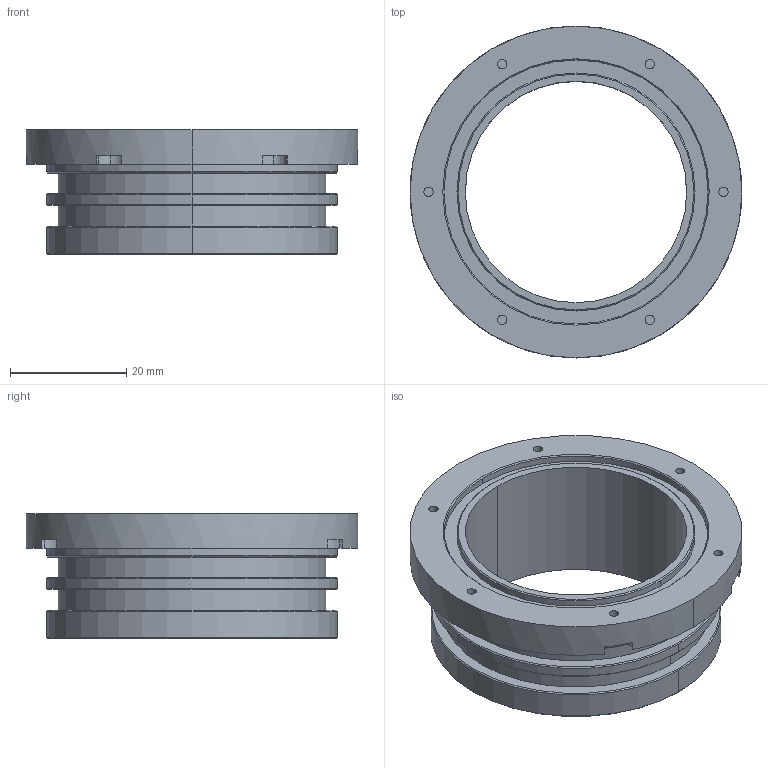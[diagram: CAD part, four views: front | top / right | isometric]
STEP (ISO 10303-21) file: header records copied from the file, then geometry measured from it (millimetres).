
FILE_DESCRIPTION (( 'STEP AP214' ), '1' );
FILE_NAME ('WTE2-M-FLANGE-SEAL-R4.STEP', '2018-10-16T22:49:29', ( '' ), ( '' ), 'SwSTEP 2.0', 'SolidWorks 2016', '' );
FILE_SCHEMA (( 'AUTOMOTIVE_DESIGN' ));
Length unit declared in the file: millimetre
Products named in the file (1): WTE2-M-FLANGE-SEAL-R4
Bounding box: 57.15 x 57.15 x 21.5 mm (x, y, z)
Volume: 18632.3 mm3; surface area: 10566.3 mm2
Topology: 1 solids, 1 shells, 89 faces, 196 edges, 126 vertices
Faces by surface type: cylinder 44, plane 31, cone 14
Entity records: 2526 total; most frequent: DIRECTION 486, CARTESIAN_POINT 412, ORIENTED_EDGE 392, AXIS2_PLACEMENT_3D 200, EDGE_CURVE 196, VERTEX_POINT 126, CIRCLE 110, EDGE_LOOP 108
